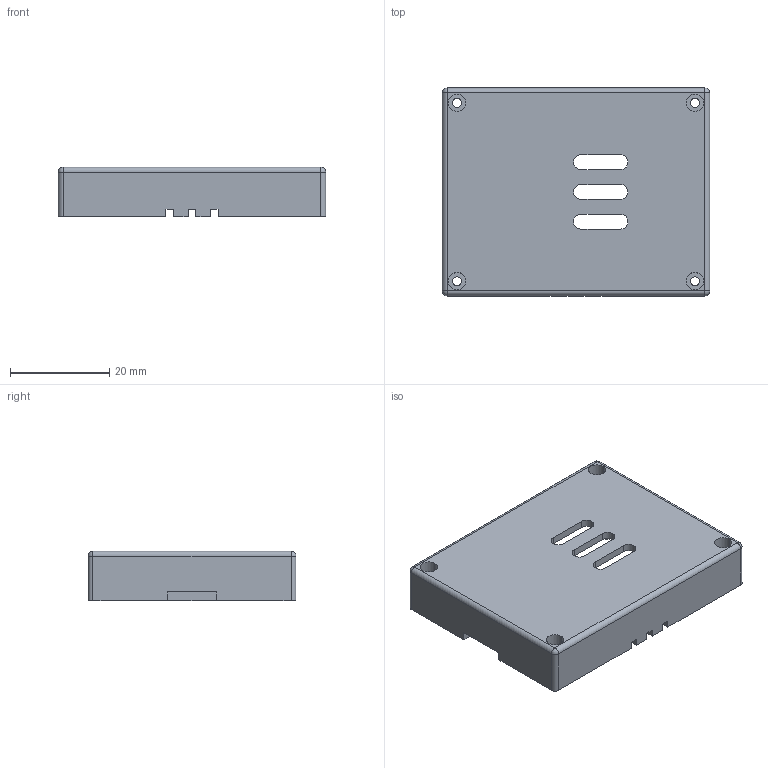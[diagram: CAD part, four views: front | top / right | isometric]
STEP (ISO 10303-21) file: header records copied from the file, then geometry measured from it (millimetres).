
FILE_DESCRIPTION (( 'STEP AP214' ), '1' );
FILE_NAME ('bottom.STEP', '2026-01-21T16:53:02', ( '' ), ( '' ), 'SwSTEP 2.0', 'SolidWorks 2023', '' );
FILE_SCHEMA (( 'AUTOMOTIVE_DESIGN' ));
Length unit declared in the file: millimetre
Products named in the file (1): bottom
Bounding box: 53.97 x 41.97 x 10 mm (x, y, z)
Volume: 5951.4 mm3; surface area: 8275.2 mm2
Topology: 1 solids, 1 shells, 161 faces, 439 edges, 285 vertices
Faces by surface type: plane 103, cylinder 52, sphere 4, cone 2
Entity records: 5100 total; most frequent: CARTESIAN_POINT 888, ORIENTED_EDGE 870, DIRECTION 867, EDGE_CURVE 435, VECTOR 323, LINE 323, VERTEX_POINT 285, AXIS2_PLACEMENT_3D 272
